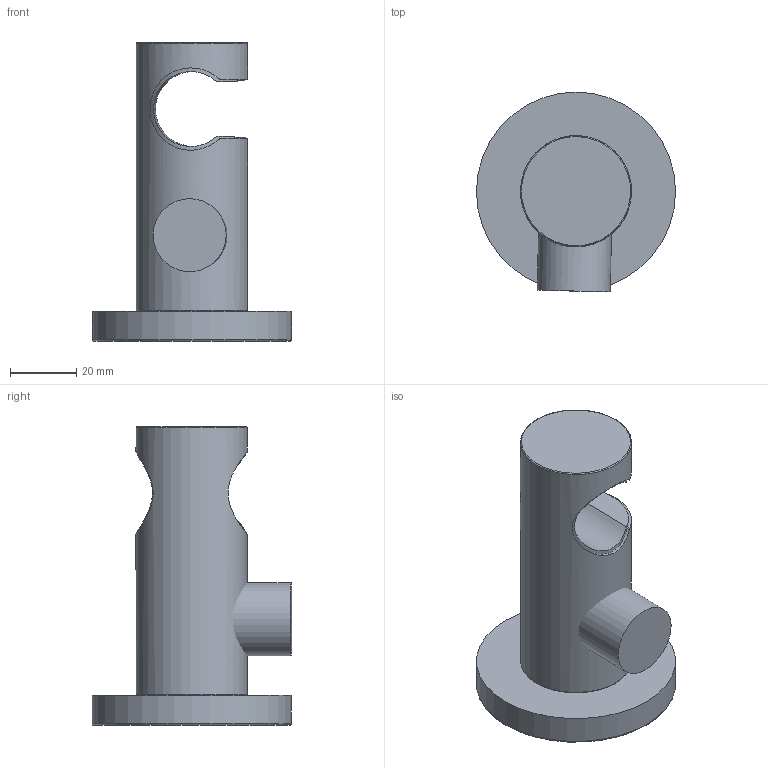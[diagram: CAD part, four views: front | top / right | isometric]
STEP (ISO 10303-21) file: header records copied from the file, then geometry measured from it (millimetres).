
FILE_DESCRIPTION (( 'STEP AP203' ), '1' );
FILE_NAME ('28490660-00.STEP', '2019-07-17T04:39:26', ( '' ), ( '' ), 'SwSTEP 2.0', 'SolidWorks 2017', '' );
FILE_SCHEMA (( 'CONFIG_CONTROL_DESIGN' ));
Length unit declared in the file: millimetre
Products named in the file (5): 28490660-00; Planungsmodell_Steckhuelse-+-09.18.40.216.90-01; Planungsmodell_Rohr_gerade-+-28.568.780-10_ _K249_22x31; Planungsmodell_Anschluss-+-09.11.03.124.90-01; Planungsmodell_Rohr_gerade-+-28.568.780-10_ _K257_60x9
Assembly tree (4 placements, depth 2):
  28490660-00
    Planungsmodell_Anschluss-+-09.11.03.124.90-01
    Planungsmodell_Rohr_gerade-+-28.568.780-10_ _K257_60x9
    Planungsmodell_Steckhuelse-+-09.18.40.216.90-01
    Planungsmodell_Rohr_gerade-+-28.568.780-10_ _K249_22x31
Bounding box: 60 x 60.25 x 90.01 mm (x, y, z)
Volume: 94295.6 mm3; surface area: 24901.7 mm2
Topology: 4 solids, 4 shells, 24 faces, 43 edges, 28 vertices
Faces by surface type: plane 11, cylinder 9, torus 3, sphere 1
Full cylindrical faces by diameter (mm): 22 x1, 33.5 x1, 60 x1
Entity records: 1505 total; most frequent: CARTESIAN_POINT 583, DIRECTION 92, ORIENTED_EDGE 66, PERSON_AND_ORGANIZATION 44, AXIS2_PLACEMENT_3D 42, DATE_AND_TIME 33, CALENDAR_DATE 33, LOCAL_TIME 33
